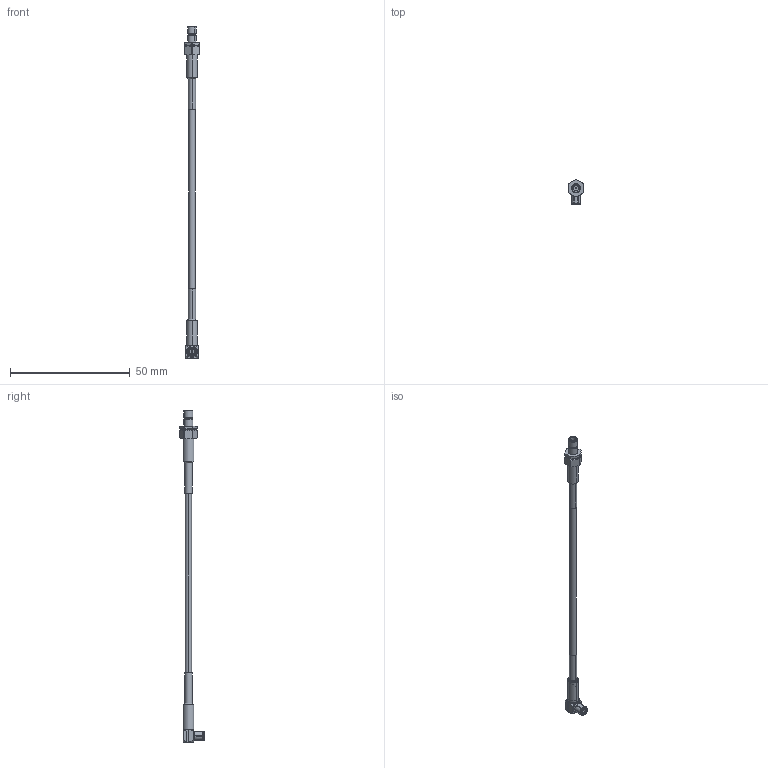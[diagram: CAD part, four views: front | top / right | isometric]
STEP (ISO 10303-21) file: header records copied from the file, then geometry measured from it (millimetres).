
FILE_DESCRIPTION (( 'STEP AP203' ), '1' );
FILE_NAME ('PE3W05495LF.step', '2018-06-20T16:23:37', ( '' ), ( '' ), 'SwSTEP 2.0', 'SolidWorks 2017', '' );
FILE_SCHEMA (( 'CONFIG_CONTROL_DESIGN' ));
Length unit declared in the file: inch
Products named in the file (5): Coax Cable_RG316U; PE4553; Heatshrink^PE3W05495LF; PE3W05495LF; pe4096
Assembly tree (4 placements, depth 2):
  PE3W05495LF
    Coax Cable_RG316U
    pe4096
    PE4553
    Heatshrink^PE3W05495LF
Bounding box: 6.35 x 10.21 x 138.85 mm (x, y, z)
Volume: 1658 mm3; surface area: 2823.7 mm2
Topology: 8 solids, 8 shells, 2148 faces, 4866 edges, 2754 vertices
Faces by surface type: bspline 1444, cylinder 513, plane 120, cone 67, torus 4
Entity records: 83782 total; most frequent: CARTESIAN_POINT 51717, ORIENTED_EDGE 9732, EDGE_CURVE 4866, VERTEX_POINT 2754, DIRECTION 2664, EDGE_LOOP 2172, ADVANCED_FACE 2148, FACE_OUTER_BOUND 2148
